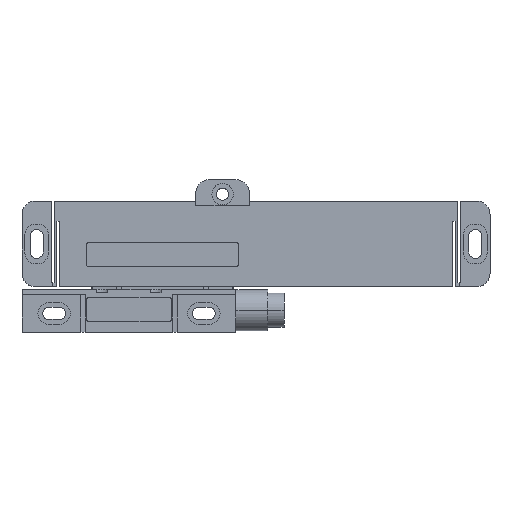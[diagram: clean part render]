
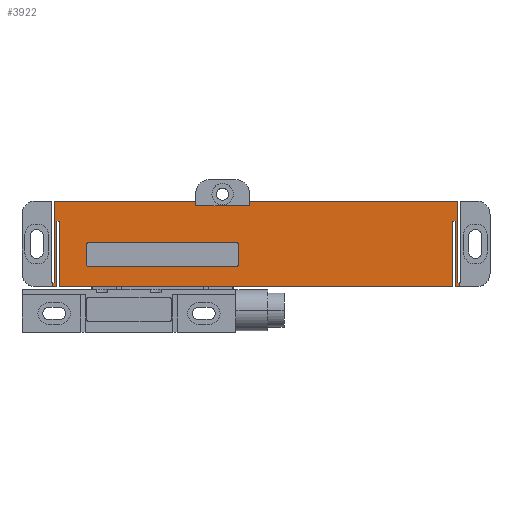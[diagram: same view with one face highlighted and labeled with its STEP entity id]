
A CAD part, top view. The second image highlights one B-rep face of the part: STEP entity #3922.
In plain terms, the highlighted planar face has unit normal (0, 0, 1).
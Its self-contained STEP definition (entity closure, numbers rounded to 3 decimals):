
#598=DIRECTION('',(-1.,0.,0.));
#599=VECTOR('',#598,1.5);
#600=CARTESIAN_POINT('',(13.,0.,17.9));
#601=LINE('',#600,#599);
#668=DIRECTION('',(-1.,0.,0.));
#669=VECTOR('',#668,1.5);
#670=CARTESIAN_POINT('',(163.5,0.,17.9));
#671=LINE('',#670,#669);
#682=DIRECTION('',(1.,0.,0.));
#683=VECTOR('',#682,53.);
#684=CARTESIAN_POINT('',(12.,32.,17.9));
#685=LINE('',#684,#683);
#689=DIRECTION('',(0.,-1.,0.));
#690=VECTOR('',#689,1.8);
#691=CARTESIAN_POINT('',(65.,32.,17.9));
#692=LINE('',#691,#690);
#696=DIRECTION('',(1.,0.,0.));
#697=VECTOR('',#696,20.);
#698=CARTESIAN_POINT('',(65.,30.2,17.9));
#699=LINE('',#698,#697);
#703=DIRECTION('',(0.,-1.,0.));
#704=VECTOR('',#703,1.8);
#705=CARTESIAN_POINT('',(85.,32.,17.9));
#706=LINE('',#705,#704);
#710=DIRECTION('',(1.,0.,0.));
#711=VECTOR('',#710,78.);
#712=CARTESIAN_POINT('',(85.,32.,17.9));
#713=LINE('',#712,#711);
#717=DIRECTION('',(0.,1.,0.));
#718=VECTOR('',#717,1.5);
#719=CARTESIAN_POINT('',(163.5,0.,17.9));
#720=LINE('',#719,#718);
#724=DIRECTION('',(-1.,0.,0.));
#725=VECTOR('',#724,147.);
#726=CARTESIAN_POINT('',(161.,0.,17.9));
#727=LINE('',#726,#725);
#731=CARTESIAN_POINT('',(25.,15.5,17.9));
#732=DIRECTION('',(0.,0.,1.));
#733=DIRECTION('',(0.,1.,0.));
#734=AXIS2_PLACEMENT_3D('',#731,#732,#733);
#739=DIRECTION('',(0.,-1.,0.));
#740=VECTOR('',#739,7.);
#741=CARTESIAN_POINT('',(24.,15.5,17.9));
#742=LINE('',#741,#740);
#746=CARTESIAN_POINT('',(25.,8.5,17.9));
#747=DIRECTION('',(0.,0.,1.));
#748=DIRECTION('',(-1.,0.,0.));
#749=AXIS2_PLACEMENT_3D('',#746,#747,#748);
#754=DIRECTION('',(1.,0.,0.));
#755=VECTOR('',#754,55.);
#756=CARTESIAN_POINT('',(25.,7.5,17.9));
#757=LINE('',#756,#755);
#761=CARTESIAN_POINT('',(80.,8.5,17.9));
#762=DIRECTION('',(0.,0.,1.));
#763=DIRECTION('',(0.,-1.,0.));
#764=AXIS2_PLACEMENT_3D('',#761,#762,#763);
#769=DIRECTION('',(0.,1.,0.));
#770=VECTOR('',#769,7.);
#771=CARTESIAN_POINT('',(81.,8.5,17.9));
#772=LINE('',#771,#770);
#776=CARTESIAN_POINT('',(80.,15.5,17.9));
#777=DIRECTION('',(0.,0.,1.));
#778=DIRECTION('',(1.,0.,0.));
#779=AXIS2_PLACEMENT_3D('',#776,#777,#778);
#784=DIRECTION('',(-1.,0.,0.));
#785=VECTOR('',#784,55.);
#786=CARTESIAN_POINT('',(80.,16.5,17.9));
#787=LINE('',#786,#785);
#1086=DIRECTION('',(0.,1.,0.));
#1087=VECTOR('',#1086,30.5);
#1088=CARTESIAN_POINT('',(12.,1.5,17.9));
#1089=LINE('',#1088,#1087);
#1107=DIRECTION('',(-1.,0.,0.));
#1108=VECTOR('',#1107,0.5);
#1109=CARTESIAN_POINT('',(12.,1.5,17.9));
#1110=LINE('',#1109,#1108);
#1142=DIRECTION('',(0.,1.,0.));
#1143=VECTOR('',#1142,1.5);
#1144=CARTESIAN_POINT('',(11.5,0.,17.9));
#1145=LINE('',#1144,#1143);
#1149=DIRECTION('',(0.,-1.,0.));
#1150=VECTOR('',#1149,24.5);
#1151=CARTESIAN_POINT('',(13.,24.5,17.9));
#1152=LINE('',#1151,#1150);
#1170=DIRECTION('',(-1.,0.,0.));
#1171=VECTOR('',#1170,1.);
#1172=CARTESIAN_POINT('',(14.,24.5,17.9));
#1173=LINE('',#1172,#1171);
#1191=DIRECTION('',(0.,1.,0.));
#1192=VECTOR('',#1191,24.5);
#1193=CARTESIAN_POINT('',(14.,0.,17.9));
#1194=LINE('',#1193,#1192);
#1205=DIRECTION('',(0.,-1.,0.));
#1206=VECTOR('',#1205,24.5);
#1207=CARTESIAN_POINT('',(161.,24.5,17.9));
#1208=LINE('',#1207,#1206);
#1226=DIRECTION('',(-1.,0.,0.));
#1227=VECTOR('',#1226,1.);
#1228=CARTESIAN_POINT('',(162.,24.5,17.9));
#1229=LINE('',#1228,#1227);
#1247=DIRECTION('',(0.,1.,0.));
#1248=VECTOR('',#1247,24.5);
#1249=CARTESIAN_POINT('',(162.,0.,17.9));
#1250=LINE('',#1249,#1248);
#1824=DIRECTION('',(1.,0.,0.));
#1825=VECTOR('',#1824,0.5);
#1826=CARTESIAN_POINT('',(163.,1.5,17.9));
#1827=LINE('',#1826,#1825);
#1859=DIRECTION('',(0.,-1.,0.));
#1860=VECTOR('',#1859,30.5);
#1861=CARTESIAN_POINT('',(163.,32.,17.9));
#1862=LINE('',#1861,#1860);
#2896=CARTESIAN_POINT('',(163.5,0.,17.9));
#2897=CARTESIAN_POINT('',(162.,0.,17.9));
#2898=VERTEX_POINT('',#2896);
#2899=VERTEX_POINT('',#2897);
#3095=CARTESIAN_POINT('',(11.5,0.,17.9));
#3097=VERTEX_POINT('',#3095);
#3114=CARTESIAN_POINT('',(11.5,1.5,17.9));
#3115=VERTEX_POINT('',#3114);
#3118=CARTESIAN_POINT('',(163.5,1.5,17.9));
#3119=VERTEX_POINT('',#3118);
#3130=CARTESIAN_POINT('',(163.,32.,17.9));
#3131=CARTESIAN_POINT('',(163.,1.5,17.9));
#3132=VERTEX_POINT('',#3130);
#3133=VERTEX_POINT('',#3131);
#3138=CARTESIAN_POINT('',(162.,24.5,17.9));
#3139=VERTEX_POINT('',#3138);
#3142=CARTESIAN_POINT('',(161.,24.5,17.9));
#3143=VERTEX_POINT('',#3142);
#3146=CARTESIAN_POINT('',(161.,0.,17.9));
#3147=VERTEX_POINT('',#3146);
#3150=CARTESIAN_POINT('',(14.,0.,17.9));
#3151=VERTEX_POINT('',#3150);
#3160=CARTESIAN_POINT('',(13.,0.,17.9));
#3161=VERTEX_POINT('',#3160);
#3162=CARTESIAN_POINT('',(12.,1.5,17.9));
#3163=VERTEX_POINT('',#3162);
#3166=CARTESIAN_POINT('',(12.,32.,17.9));
#3167=VERTEX_POINT('',#3166);
#3170=CARTESIAN_POINT('',(14.,24.5,17.9));
#3171=VERTEX_POINT('',#3170);
#3176=CARTESIAN_POINT('',(13.,24.5,17.9));
#3177=VERTEX_POINT('',#3176);
#3188=CARTESIAN_POINT('',(85.,32.,17.9));
#3190=VERTEX_POINT('',#3188);
#3192=CARTESIAN_POINT('',(65.,32.,17.9));
#3194=VERTEX_POINT('',#3192);
#3198=CARTESIAN_POINT('',(65.,30.2,17.9));
#3199=VERTEX_POINT('',#3198);
#3202=CARTESIAN_POINT('',(85.,30.2,17.9));
#3203=VERTEX_POINT('',#3202);
#3348=CARTESIAN_POINT('',(25.,16.5,17.9));
#3349=CARTESIAN_POINT('',(24.,15.5,17.9));
#3350=VERTEX_POINT('',#3348);
#3351=VERTEX_POINT('',#3349);
#3352=CARTESIAN_POINT('',(24.,8.5,17.9));
#3353=VERTEX_POINT('',#3352);
#3354=CARTESIAN_POINT('',(25.,7.5,17.9));
#3355=VERTEX_POINT('',#3354);
#3356=CARTESIAN_POINT('',(80.,7.5,17.9));
#3357=VERTEX_POINT('',#3356);
#3358=CARTESIAN_POINT('',(81.,8.5,17.9));
#3359=VERTEX_POINT('',#3358);
#3360=CARTESIAN_POINT('',(81.,15.5,17.9));
#3361=VERTEX_POINT('',#3360);
#3362=CARTESIAN_POINT('',(80.,16.5,17.9));
#3363=VERTEX_POINT('',#3362);
#3860=CARTESIAN_POINT('',(18.,0.,17.9));
#3861=DIRECTION('',(0.,0.,1.));
#3862=DIRECTION('',(0.,1.,0.));
#3863=AXIS2_PLACEMENT_3D('',#3860,#3861,#3862);
#3864=PLANE('',#3863);
#3866=ORIENTED_EDGE('',*,*,#3865,.T.);
#3868=ORIENTED_EDGE('',*,*,#3867,.T.);
#3870=ORIENTED_EDGE('',*,*,#3869,.T.);
#3872=ORIENTED_EDGE('',*,*,#3871,.F.);
#3874=ORIENTED_EDGE('',*,*,#3873,.T.);
#3876=ORIENTED_EDGE('',*,*,#3875,.T.);
#3878=ORIENTED_EDGE('',*,*,#3877,.T.);
#3880=ORIENTED_EDGE('',*,*,#3879,.F.);
#3881=ORIENTED_EDGE('',*,*,#3851,.T.);
#3883=ORIENTED_EDGE('',*,*,#3882,.T.);
#3885=ORIENTED_EDGE('',*,*,#3884,.T.);
#3887=ORIENTED_EDGE('',*,*,#3886,.T.);
#3888=ORIENTED_EDGE('',*,*,#3770,.T.);
#3890=ORIENTED_EDGE('',*,*,#3889,.T.);
#3892=ORIENTED_EDGE('',*,*,#3891,.T.);
#3894=ORIENTED_EDGE('',*,*,#3893,.T.);
#3895=ORIENTED_EDGE('',*,*,#3824,.T.);
#3897=ORIENTED_EDGE('',*,*,#3896,.T.);
#3899=ORIENTED_EDGE('',*,*,#3898,.F.);
#3901=ORIENTED_EDGE('',*,*,#3900,.T.);
#3902=EDGE_LOOP('',(#3866,#3868,#3870,#3872,#3874,#3876,#3878,#3880,#3881,#3883,
#3885,#3887,#3888,#3890,#3892,#3894,#3895,#3897,#3899,#3901));
#3903=FACE_OUTER_BOUND('',#3902,.F.);
#3905=ORIENTED_EDGE('',*,*,#3904,.T.);
#3907=ORIENTED_EDGE('',*,*,#3906,.T.);
#3909=ORIENTED_EDGE('',*,*,#3908,.T.);
#3911=ORIENTED_EDGE('',*,*,#3910,.T.);
#3913=ORIENTED_EDGE('',*,*,#3912,.T.);
#3915=ORIENTED_EDGE('',*,*,#3914,.T.);
#3917=ORIENTED_EDGE('',*,*,#3916,.T.);
#3919=ORIENTED_EDGE('',*,*,#3918,.T.);
#3920=EDGE_LOOP('',(#3905,#3907,#3909,#3911,#3913,#3915,#3917,#3919));
#3921=FACE_BOUND('',#3920,.F.);
#735=CIRCLE('',#734,1.);
#750=CIRCLE('',#749,1.);
#765=CIRCLE('',#764,1.);
#780=CIRCLE('',#779,1.);
#3770=EDGE_CURVE('',#3147,#3151,#727,.T.);
#3824=EDGE_CURVE('',#3161,#3097,#601,.T.);
#3851=EDGE_CURVE('',#2898,#2899,#671,.T.);
#3865=EDGE_CURVE('',#3167,#3194,#685,.T.);
#3867=EDGE_CURVE('',#3194,#3199,#692,.T.);
#3869=EDGE_CURVE('',#3199,#3203,#699,.T.);
#3871=EDGE_CURVE('',#3190,#3203,#706,.T.);
#3873=EDGE_CURVE('',#3190,#3132,#713,.T.);
#3875=EDGE_CURVE('',#3132,#3133,#1862,.T.);
#3877=EDGE_CURVE('',#3133,#3119,#1827,.T.);
#3879=EDGE_CURVE('',#2898,#3119,#720,.T.);
#3882=EDGE_CURVE('',#2899,#3139,#1250,.T.);
#3884=EDGE_CURVE('',#3139,#3143,#1229,.T.);
#3886=EDGE_CURVE('',#3143,#3147,#1208,.T.);
#3889=EDGE_CURVE('',#3151,#3171,#1194,.T.);
#3891=EDGE_CURVE('',#3171,#3177,#1173,.T.);
#3893=EDGE_CURVE('',#3177,#3161,#1152,.T.);
#3896=EDGE_CURVE('',#3097,#3115,#1145,.T.);
#3898=EDGE_CURVE('',#3163,#3115,#1110,.T.);
#3900=EDGE_CURVE('',#3163,#3167,#1089,.T.);
#3904=EDGE_CURVE('',#3350,#3351,#735,.T.);
#3906=EDGE_CURVE('',#3351,#3353,#742,.T.);
#3908=EDGE_CURVE('',#3353,#3355,#750,.T.);
#3910=EDGE_CURVE('',#3355,#3357,#757,.T.);
#3912=EDGE_CURVE('',#3357,#3359,#765,.T.);
#3914=EDGE_CURVE('',#3359,#3361,#772,.T.);
#3916=EDGE_CURVE('',#3361,#3363,#780,.T.);
#3918=EDGE_CURVE('',#3363,#3350,#787,.T.);
#3922=ADVANCED_FACE('',(#3903,#3921),#3864,.T.);
